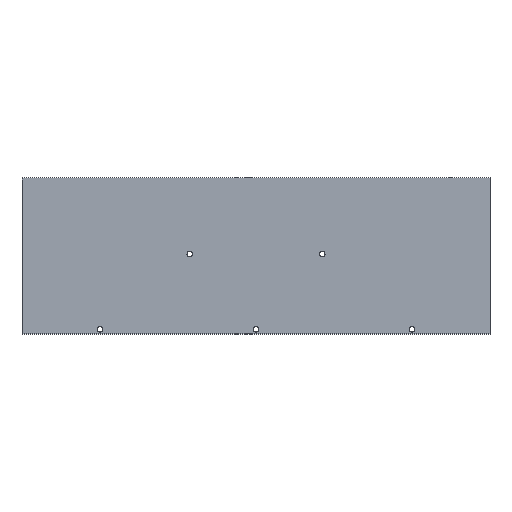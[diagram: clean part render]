
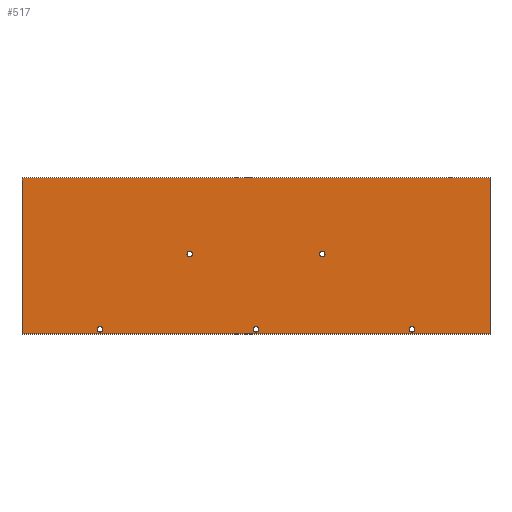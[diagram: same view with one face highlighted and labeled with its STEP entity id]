
A CAD part, top view. The second image highlights one B-rep face of the part: STEP entity #517.
In plain terms, the highlighted planar face has unit normal (0, 0, 1).
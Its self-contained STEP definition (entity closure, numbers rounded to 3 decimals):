
#9 = CIRCLE ( 'NONE', #559, 1.75 ) ;
#10 = DIRECTION ( 'NONE',  ( -1., 0., 0. ) ) ;
#12 = ORIENTED_EDGE ( 'NONE', *, *, #404, .T. ) ;
#19 = VERTEX_POINT ( 'NONE', #467 ) ;
#25 = FACE_OUTER_BOUND ( 'NONE', #212, .T. ) ;
#47 = DIRECTION ( 'NONE',  ( -1., 0., 0. ) ) ;
#59 = DIRECTION ( 'NONE',  ( -1., 0., 0. ) ) ;
#88 = EDGE_CURVE ( 'NONE', #457, #602, #9, .T. ) ;
#102 = EDGE_CURVE ( 'NONE', #631, #1105, #137, .T. ) ;
#106 = CARTESIAN_POINT ( 'NONE',  ( 107.5, 51.25, 6. ) ) ;
#114 = FACE_BOUND ( 'NONE', #959, .T. ) ;
#116 = EDGE_CURVE ( 'NONE', #371, #125, #1021, .T. ) ;
#125 = VERTEX_POINT ( 'NONE', #703 ) ;
#136 = EDGE_LOOP ( 'NONE', ( #807, #470 ) ) ;
#137 = LINE ( 'NONE', #250, #406 ) ;
#176 = AXIS2_PLACEMENT_3D ( 'NONE', #422, #956, #766 ) ;
#195 = AXIS2_PLACEMENT_3D ( 'NONE', #516, #698, #782 ) ;
#212 = EDGE_LOOP ( 'NONE', ( #1086, #988, #553, #319 ) ) ;
#237 = EDGE_CURVE ( 'NONE', #537, #19, #355, .T. ) ;
#245 = FACE_BOUND ( 'NONE', #834, .T. ) ;
#250 = CARTESIAN_POINT ( 'NONE',  ( 300., 0., 6. ) ) ;
#252 = ORIENTED_EDGE ( 'NONE', *, *, #524, .T. ) ;
#260 = CIRCLE ( 'NONE', #442, 1.75 ) ;
#270 = EDGE_CURVE ( 'NONE', #775, #1068, #471, .T. ) ;
#276 = DIRECTION ( 'NONE',  ( 0., 0., -1. ) ) ;
#285 = DIRECTION ( 'NONE',  ( -1., 0., 0. ) ) ;
#290 = AXIS2_PLACEMENT_3D ( 'NONE', #1102, #1097, #10 ) ;
#295 = VERTEX_POINT ( 'NONE', #492 ) ;
#297 = CARTESIAN_POINT ( 'NONE',  ( 300., 100., 6. ) ) ;
#298 = CIRCLE ( 'NONE', #359, 1.75 ) ;
#304 = EDGE_CURVE ( 'NONE', #125, #371, #717, .T. ) ;
#312 = DIRECTION ( 'NONE',  ( -1., 0., 0. ) ) ;
#319 = ORIENTED_EDGE ( 'NONE', *, *, #770, .T. ) ;
#350 = DIRECTION ( 'NONE',  ( 0., 0., -1. ) ) ;
#355 = CIRCLE ( 'NONE', #665, 1.75 ) ;
#357 = CARTESIAN_POINT ( 'NONE',  ( 251.75, 3., 6. ) ) ;
#359 = AXIS2_PLACEMENT_3D ( 'NONE', #106, #378, #377 ) ;
#371 = VERTEX_POINT ( 'NONE', #636 ) ;
#375 = CARTESIAN_POINT ( 'NONE',  ( 250., 3., 6. ) ) ;
#377 = DIRECTION ( 'NONE',  ( -1., 0., 0. ) ) ;
#378 = DIRECTION ( 'NONE',  ( 0., 0., -1. ) ) ;
#382 = PLANE ( 'NONE',  #290 ) ;
#385 = EDGE_CURVE ( 'NONE', #602, #457, #260, .T. ) ;
#404 = EDGE_CURVE ( 'NONE', #985, #482, #478, .T. ) ;
#406 = VECTOR ( 'NONE', #435, 1000. ) ;
#422 = CARTESIAN_POINT ( 'NONE',  ( 192.5, 51.25, 6. ) ) ;
#435 = DIRECTION ( 'NONE',  ( 0., 1., 0. ) ) ;
#436 = DIRECTION ( 'NONE',  ( 1., 0., 0. ) ) ;
#442 = AXIS2_PLACEMENT_3D ( 'NONE', #375, #276, #908 ) ;
#448 = DIRECTION ( 'NONE',  ( -1., 0., 0. ) ) ;
#450 = CARTESIAN_POINT ( 'NONE',  ( 107.5, 51.25, 6. ) ) ;
#457 = VERTEX_POINT ( 'NONE', #357 ) ;
#467 = CARTESIAN_POINT ( 'NONE',  ( 148.25, 3., 6. ) ) ;
#470 = ORIENTED_EDGE ( 'NONE', *, *, #1078, .T. ) ;
#471 = CIRCLE ( 'NONE', #176, 1.75 ) ;
#472 = EDGE_LOOP ( 'NONE', ( #1037, #739 ) ) ;
#477 = VECTOR ( 'NONE', #47, 1000. ) ;
#478 = CIRCLE ( 'NONE', #551, 1.75 ) ;
#482 = VERTEX_POINT ( 'NONE', #982 ) ;
#488 = FACE_BOUND ( 'NONE', #136, .T. ) ;
#492 = CARTESIAN_POINT ( 'NONE',  ( 0., 100., 6. ) ) ;
#516 = CARTESIAN_POINT ( 'NONE',  ( 192.5, 51.25, 6. ) ) ;
#517 = ADVANCED_FACE ( 'NONE', ( #114, #488, #923, #245, #979, #25 ), #382, .F. ) ;
#524 = EDGE_CURVE ( 'NONE', #482, #985, #298, .T. ) ;
#537 = VERTEX_POINT ( 'NONE', #651 ) ;
#539 = CARTESIAN_POINT ( 'NONE',  ( 0., 0., 6. ) ) ;
#551 = AXIS2_PLACEMENT_3D ( 'NONE', #450, #737, #811 ) ;
#553 = ORIENTED_EDGE ( 'NONE', *, *, #102, .T. ) ;
#559 = AXIS2_PLACEMENT_3D ( 'NONE', #713, #798, #59 ) ;
#563 = EDGE_CURVE ( 'NONE', #19, #537, #734, .T. ) ;
#578 = EDGE_CURVE ( 'NONE', #295, #920, #663, .T. ) ;
#584 = CARTESIAN_POINT ( 'NONE',  ( 300., 0., 6. ) ) ;
#598 = ORIENTED_EDGE ( 'NONE', *, *, #385, .T. ) ;
#602 = VERTEX_POINT ( 'NONE', #667 ) ;
#625 = AXIS2_PLACEMENT_3D ( 'NONE', #924, #828, #285 ) ;
#631 = VERTEX_POINT ( 'NONE', #584 ) ;
#636 = CARTESIAN_POINT ( 'NONE',  ( 48.25, 3., 6. ) ) ;
#638 = DIRECTION ( 'NONE',  ( 0., 0., -1. ) ) ;
#651 = CARTESIAN_POINT ( 'NONE',  ( 151.75, 3., 6. ) ) ;
#656 = CARTESIAN_POINT ( 'NONE',  ( 0., 0., 6. ) ) ;
#663 = LINE ( 'NONE', #656, #1157 ) ;
#665 = AXIS2_PLACEMENT_3D ( 'NONE', #1075, #638, #448 ) ;
#667 = CARTESIAN_POINT ( 'NONE',  ( 248.25, 3., 6. ) ) ;
#684 = ORIENTED_EDGE ( 'NONE', *, *, #116, .T. ) ;
#691 = VECTOR ( 'NONE', #436, 1000. ) ;
#698 = DIRECTION ( 'NONE',  ( 0., 0., -1. ) ) ;
#703 = CARTESIAN_POINT ( 'NONE',  ( 51.75, 3., 6. ) ) ;
#711 = CARTESIAN_POINT ( 'NONE',  ( 0., 100., 6. ) ) ;
#713 = CARTESIAN_POINT ( 'NONE',  ( 250., 3., 6. ) ) ;
#717 = CIRCLE ( 'NONE', #1063, 1.75 ) ;
#734 = CIRCLE ( 'NONE', #625, 1.75 ) ;
#737 = DIRECTION ( 'NONE',  ( 0., 0., -1. ) ) ;
#739 = ORIENTED_EDGE ( 'NONE', *, *, #237, .T. ) ;
#749 = DIRECTION ( 'NONE',  ( 0., -1., 0. ) ) ;
#754 = CIRCLE ( 'NONE', #195, 1.75 ) ;
#766 = DIRECTION ( 'NONE',  ( -1., 0., 0. ) ) ;
#770 = EDGE_CURVE ( 'NONE', #1105, #295, #801, .T. ) ;
#775 = VERTEX_POINT ( 'NONE', #864 ) ;
#782 = DIRECTION ( 'NONE',  ( -1., 0., 0. ) ) ;
#798 = DIRECTION ( 'NONE',  ( 0., 0., -1. ) ) ;
#801 = LINE ( 'NONE', #711, #477 ) ;
#807 = ORIENTED_EDGE ( 'NONE', *, *, #270, .T. ) ;
#811 = DIRECTION ( 'NONE',  ( -1., 0., 0. ) ) ;
#828 = DIRECTION ( 'NONE',  ( 0., 0., -1. ) ) ;
#834 = EDGE_LOOP ( 'NONE', ( #684, #1058 ) ) ;
#864 = CARTESIAN_POINT ( 'NONE',  ( 190.75, 51.25, 6. ) ) ;
#871 = CARTESIAN_POINT ( 'NONE',  ( 109.25, 51.25, 6. ) ) ;
#882 = CARTESIAN_POINT ( 'NONE',  ( 50., 3., 6. ) ) ;
#887 = EDGE_CURVE ( 'NONE', #920, #631, #963, .T. ) ;
#908 = DIRECTION ( 'NONE',  ( -1., 0., 0. ) ) ;
#920 = VERTEX_POINT ( 'NONE', #539 ) ;
#923 = FACE_BOUND ( 'NONE', #472, .T. ) ;
#924 = CARTESIAN_POINT ( 'NONE',  ( 150., 3., 6. ) ) ;
#928 = EDGE_LOOP ( 'NONE', ( #598, #941 ) ) ;
#940 = DIRECTION ( 'NONE',  ( 0., 0., -1. ) ) ;
#941 = ORIENTED_EDGE ( 'NONE', *, *, #88, .T. ) ;
#955 = CARTESIAN_POINT ( 'NONE',  ( 194.25, 51.25, 6. ) ) ;
#956 = DIRECTION ( 'NONE',  ( 0., 0., -1. ) ) ;
#959 = EDGE_LOOP ( 'NONE', ( #252, #12 ) ) ;
#963 = LINE ( 'NONE', #1060, #691 ) ;
#979 = FACE_BOUND ( 'NONE', #928, .T. ) ;
#982 = CARTESIAN_POINT ( 'NONE',  ( 105.75, 51.25, 6. ) ) ;
#985 = VERTEX_POINT ( 'NONE', #871 ) ;
#988 = ORIENTED_EDGE ( 'NONE', *, *, #887, .T. ) ;
#1021 = CIRCLE ( 'NONE', #1125, 1.75 ) ;
#1031 = CARTESIAN_POINT ( 'NONE',  ( 50., 3., 6. ) ) ;
#1037 = ORIENTED_EDGE ( 'NONE', *, *, #563, .T. ) ;
#1058 = ORIENTED_EDGE ( 'NONE', *, *, #304, .T. ) ;
#1060 = CARTESIAN_POINT ( 'NONE',  ( 0., 0., 6. ) ) ;
#1063 = AXIS2_PLACEMENT_3D ( 'NONE', #1031, #940, #312 ) ;
#1068 = VERTEX_POINT ( 'NONE', #955 ) ;
#1075 = CARTESIAN_POINT ( 'NONE',  ( 150., 3., 6. ) ) ;
#1078 = EDGE_CURVE ( 'NONE', #1068, #775, #754, .T. ) ;
#1086 = ORIENTED_EDGE ( 'NONE', *, *, #578, .T. ) ;
#1097 = DIRECTION ( 'NONE',  ( 0., 0., -1. ) ) ;
#1102 = CARTESIAN_POINT ( 'NONE',  ( 0., 0., 6. ) ) ;
#1105 = VERTEX_POINT ( 'NONE', #297 ) ;
#1125 = AXIS2_PLACEMENT_3D ( 'NONE', #882, #350, #1139 ) ;
#1139 = DIRECTION ( 'NONE',  ( -1., 0., 0. ) ) ;
#1157 = VECTOR ( 'NONE', #749, 1000. ) ;
